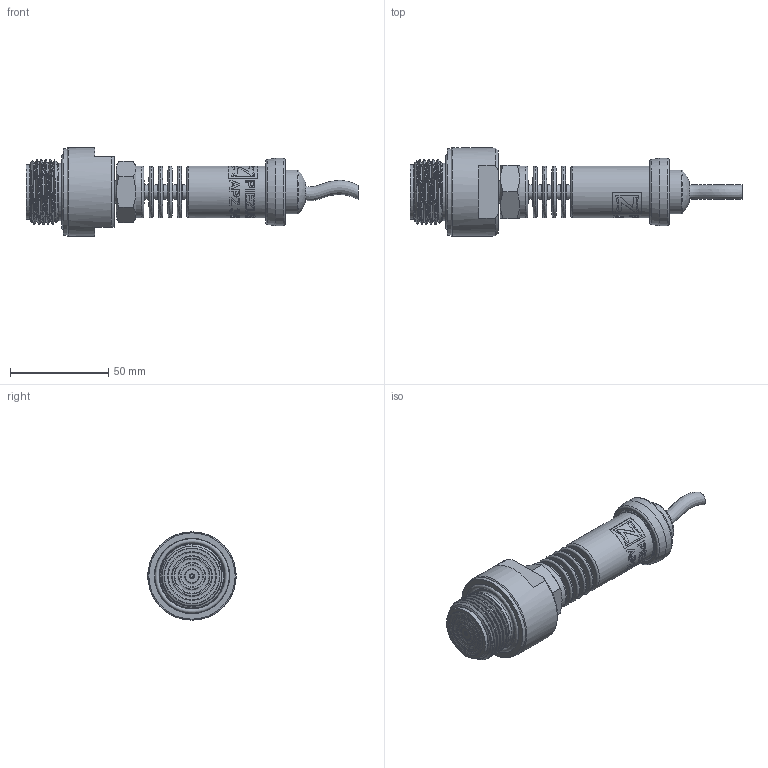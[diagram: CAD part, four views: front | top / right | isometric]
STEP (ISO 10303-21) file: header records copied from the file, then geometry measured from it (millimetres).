
FILE_DESCRIPTION(/* description */ (''),/* implementation_level */ '2;1');
FILE_NAME(/* name */ 'APZ3420m_G1DIN-flush_radiator_5.step',/* time_stamp */ '2021-07-06T15:33:56+03:00',/* author */ (''),/* organization */ (''),/* preprocessor_version */ 'ST-DEVELOPER v18.1',/* originating_system */ 'Autodesk Translation Framework v10.9.0.1377',/* authorisation */ '');
FILE_SCHEMA (('AUTOMOTIVE_DESIGN { 1 0 10303 214 3 1 1 }'));
Products named in the file (7): АПЗ 3420м заполненная; G 1/4 EN Radiator; Stainless steel cable gland assembly; Stainless steel cable gland; Stainless steel cable gland nut; wire; G1DIN diaphragm 28 v7 (1)
Assembly tree (6 placements, depth 3):
  АПЗ 3420м заполненная
    G 1/4 EN Radiator
    Stainless steel cable gland assembly
      Stainless steel cable gland
      Stainless steel cable gland nut
      wire
    G1DIN diaphragm 28 v7 (1)
Bounding box: 169.23 x 45 x 45 mm (x, y, z)
Volume: 100972.7 mm3; surface area: 31607.1 mm2
Topology: 7 solids, 7 shells, 522 faces, 1390 edges, 921 vertices
Faces by surface type: bspline 284, cylinder 99, plane 63, torus 46, cone 29, sphere 1
Full cylindrical faces by diameter (mm): 2 x1, 3.3 x1, 4 x1, 5 x2, 5.1 x1, 7.2 x1, 7.5 x5, 9.5 x2, 11 x1, 11.445 x5, 13 x1, 13.157 x9, 21.4 x1, 22.3 x2, 22.5 x1, 24.5 x1, 25.132 x4, 25.526 x2, 26.5 x2, 26.85 x4, 27.208 x3, 27.7 x1, 28 x1, 29.5 x1, 30.291 x5, 33.6 x1, 34.5 x1, 38 x1, 44 x1, 45 x1
Entity records: 35450 total; most frequent: CARTESIAN_POINT 24207, ORIENTED_EDGE 2778, DIRECTION 1453, EDGE_CURVE 1389, VERTEX_POINT 921, B_SPLINE_CURVE_WITH_KNOTS 686, EDGE_LOOP 570, FACE_OUTER_BOUND 522
